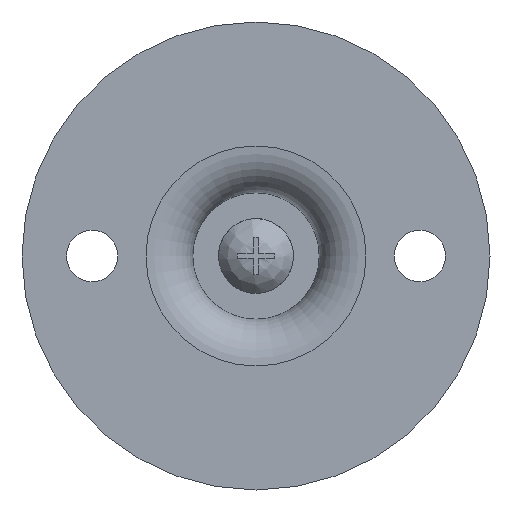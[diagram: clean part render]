
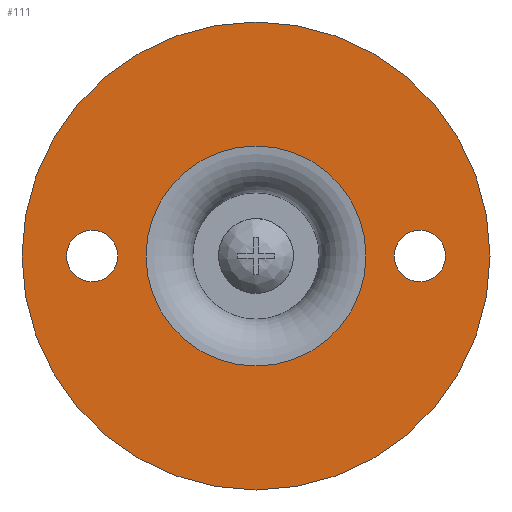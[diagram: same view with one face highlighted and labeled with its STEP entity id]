
A CAD part, front view. The second image highlights one B-rep face of the part: STEP entity #111.
In plain terms, the highlighted planar face has unit normal (0, -1, 0).
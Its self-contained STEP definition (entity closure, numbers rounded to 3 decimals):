
#111 = ADVANCED_FACE( '', ( #248, #249, #250, #251 ), #252, .F. );
#248 = FACE_BOUND( '', #415, .T. );
#249 = FACE_BOUND( '', #416, .T. );
#250 = FACE_OUTER_BOUND( '', #417, .T. );
#251 = FACE_BOUND( '', #418, .T. );
#252 = PLANE( '', #419 );
#415 = EDGE_LOOP( '', ( #697 ) );
#416 = EDGE_LOOP( '', ( #698 ) );
#417 = EDGE_LOOP( '', ( #699 ) );
#418 = EDGE_LOOP( '', ( #700 ) );
#419 = AXIS2_PLACEMENT_3D( '', #701, #702, #703 );
#697 = ORIENTED_EDGE( '', *, *, #921, .F. );
#698 = ORIENTED_EDGE( '', *, *, #987, .F. );
#699 = ORIENTED_EDGE( '', *, *, #937, .T. );
#700 = ORIENTED_EDGE( '', *, *, #953, .T. );
#701 = CARTESIAN_POINT( '', ( 25., 0., 0. ) );
#702 = DIRECTION( '', ( 0., 1., 0. ) );
#703 = DIRECTION( '', ( 0., 0., 1. ) );
#921 = EDGE_CURVE( '', #1065, #1065, #1066, .T. );
#937 = EDGE_CURVE( '', #1091, #1091, #1092, .T. );
#953 = EDGE_CURVE( '', #1118, #1118, #1119, .T. );
#987 = EDGE_CURVE( '', #1172, #1172, #1173, .F. );
#1065 = VERTEX_POINT( '', #1276 );
#1066 = CIRCLE( '', #1277, 11.75 );
#1091 = VERTEX_POINT( '', #1324 );
#1092 = CIRCLE( '', #1325, 25. );
#1118 = VERTEX_POINT( '', #1368 );
#1119 = CIRCLE( '', #1369, 2.75 );
#1172 = VERTEX_POINT( '', #1470 );
#1173 = CIRCLE( '', #1471, 2.75 );
#1276 = CARTESIAN_POINT( '', ( 0., 0., -11.75 ) );
#1277 = AXIS2_PLACEMENT_3D( '', #1664, #1665, #1666 );
#1324 = CARTESIAN_POINT( '', ( 0., 0., -25. ) );
#1325 = AXIS2_PLACEMENT_3D( '', #1679, #1680, #1681 );
#1368 = CARTESIAN_POINT( '', ( -14.75, 0., 0. ) );
#1369 = AXIS2_PLACEMENT_3D( '', #1699, #1700, #1701 );
#1470 = CARTESIAN_POINT( '', ( 17.5, 0., 2.75 ) );
#1471 = AXIS2_PLACEMENT_3D( '', #1730, #1731, #1732 );
#1664 = CARTESIAN_POINT( '', ( 0., 0., 0. ) );
#1665 = DIRECTION( '', ( 0., -1., 0. ) );
#1666 = DIRECTION( '', ( 0., 0., -1. ) );
#1679 = CARTESIAN_POINT( '', ( 0., 0., 0. ) );
#1680 = DIRECTION( '', ( 0., -1., 0. ) );
#1681 = DIRECTION( '', ( 0., 0., -1. ) );
#1699 = CARTESIAN_POINT( '', ( -17.5, 0., 0. ) );
#1700 = DIRECTION( '', ( 0., 1., 0. ) );
#1701 = DIRECTION( '', ( 1., 0., 0. ) );
#1730 = CARTESIAN_POINT( '', ( 17.5, 0., 0. ) );
#1731 = DIRECTION( '', ( 0., 1., 0. ) );
#1732 = DIRECTION( '', ( 0., 0., 1. ) );
